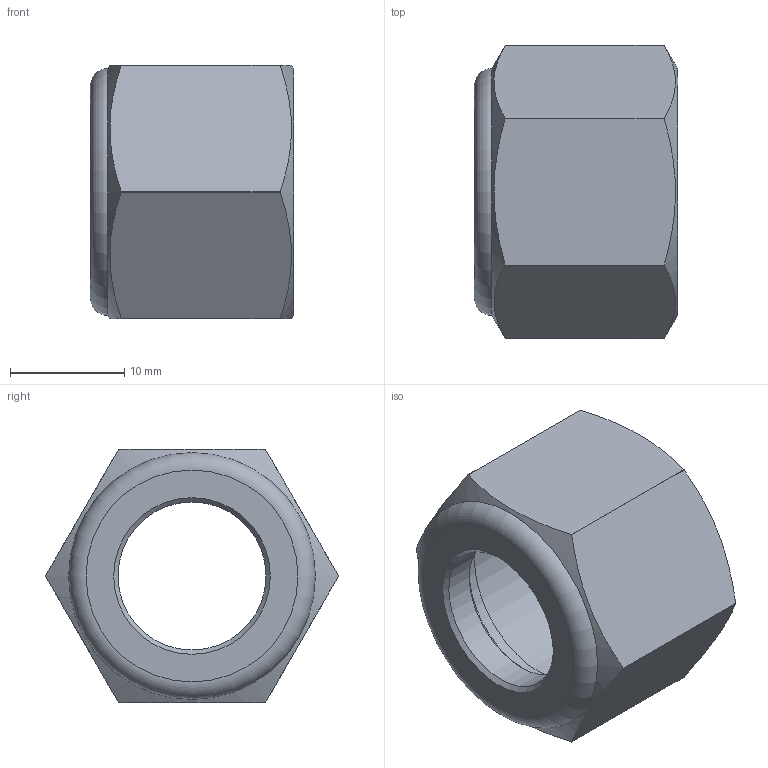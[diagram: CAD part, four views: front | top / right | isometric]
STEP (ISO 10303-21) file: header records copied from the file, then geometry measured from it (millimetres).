
FILE_DESCRIPTION((''),'2;1');
FILE_NAME('312519-EN8 External nut.stp','2008-08-07T17:34:56',('Franzp'),(''),'Autodesk Inventor 2008','Autodesk Inventor 2008','');
FILE_SCHEMA(('AUTOMOTIVE_DESIGN { 1 0 10303 214 1 1 1 1 }'));
Length unit declared in the file: millimetre
Products named in the file (1): 312519
Bounding box: 17.78 x 25.66 x 22.23 mm (x, y, z)
Volume: 3508.1 mm3; surface area: 2729 mm2
Topology: 1 solids, 1 shells, 25 faces, 60 edges, 39 vertices
Faces by surface type: plane 8, bspline 6, cylinder 6, cone 4, torus 1
Entity records: 732 total; most frequent: CARTESIAN_POINT 208, DIRECTION 100, ORIENTED_EDGE 96, EDGE_CURVE 48, AXIS2_PLACEMENT_3D 44, EDGE_LOOP 38, VERTEX_POINT 36, FACE_OUTER_BOUND 25
